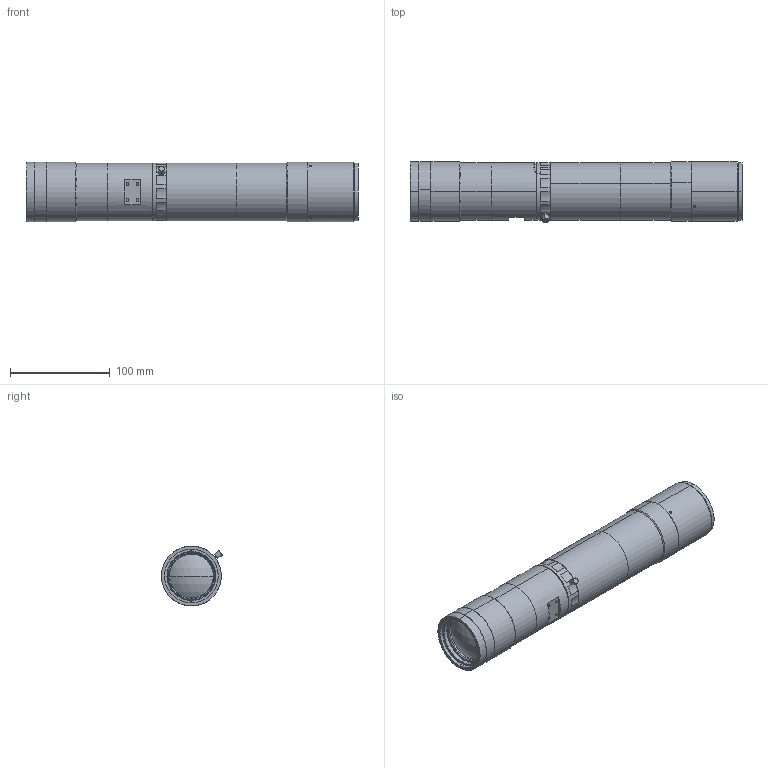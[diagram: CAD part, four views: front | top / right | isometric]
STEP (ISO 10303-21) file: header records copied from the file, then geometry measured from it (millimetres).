
FILE_DESCRIPTION (( 'STEP AP203' ), '1' );
FILE_NAME ('XF-MDT4X110-D40-M58-11.48-VI.STEP', '2023-04-23T07:19:22', ( '' ), ( '' ), 'SwSTEP 2.0', 'SolidWorks 2022', '' );
FILE_SCHEMA (( 'CONFIG_CONTROL_DESIGN' ));
Length unit declared in the file: millimetre
Products named in the file (1): XF-MDT4X110-D40-M58-11.48-VI
Bounding box: 333.31 x 61.22 x 60 mm (x, y, z)
Surface area: 81624.2 mm2 (no closed solid volume)
Topology: 0 solids, 18 shells, 187 faces, 633 edges, 453 vertices
Faces by surface type: cylinder 83, plane 75, cone 26, sphere 2, bspline 1
Entity records: 7813 total; most frequent: CARTESIAN_POINT 2219, DIRECTION 1225, ORIENTED_EDGE 990, EDGE_CURVE 633, AXIS2_PLACEMENT_3D 473, VERTEX_POINT 453, CIRCLE 286, VECTOR 279
